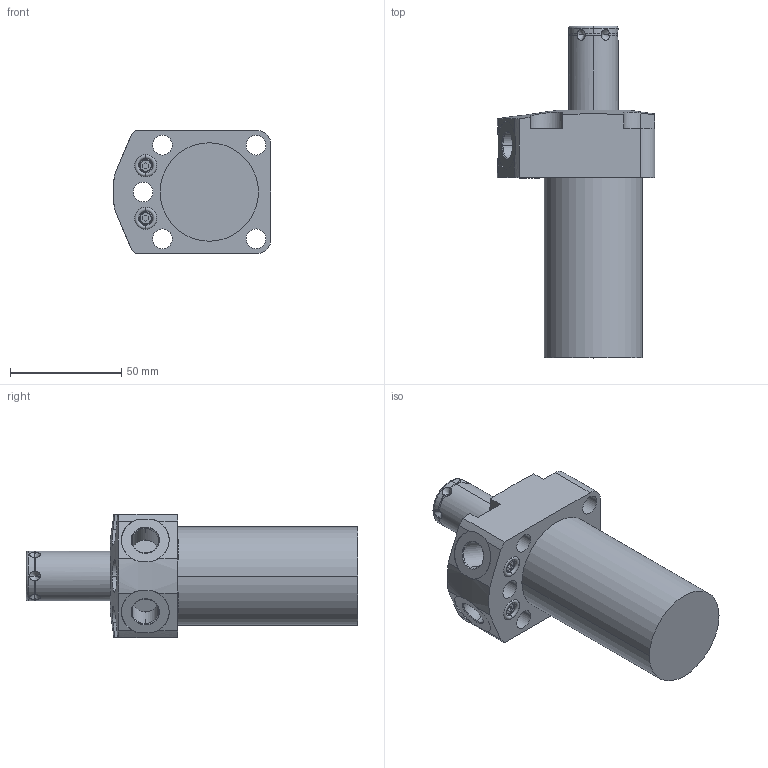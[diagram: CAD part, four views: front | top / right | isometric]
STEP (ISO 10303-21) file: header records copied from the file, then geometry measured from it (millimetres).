
FILE_DESCRIPTION((''),'2;1');
FILE_NAME('ILCM41461122','2013-04-01T',('jdw'),(''),'PRO/ENGINEER BY PARAMETRIC TECHNOLOGY CORPORATION, 2007460','PRO/ENGINEER BY PARAMETRIC TECHNOLOGY CORPORATION, 2007460','');
FILE_SCHEMA(('AUTOMOTIVE_DESIGN_CC2 { 1 2 10303 214 -1 1 5 2 }'));
Length unit declared in the file: millimetre
Products named in the file (1): ILCM41461122
Bounding box: 70.87 x 149.01 x 55.37 mm (x, y, z)
Volume: 228797.6 mm3; surface area: 33653.5 mm2
Topology: 1 solids, 2 shells, 160 faces, 425 edges, 271 vertices
Faces by surface type: plane 65, cylinder 61, cone 28, torus 6
Entity records: 6786 total; most frequent: CARTESIAN_POINT 1389, ORIENTED_EDGE 818, DIRECTION 796, PRESENTATION_STYLE_ASSIGNMENT 424, STYLED_ITEM 413, CURVE_STYLE 411, EDGE_CURVE 411, AXIS2_PLACEMENT_3D 318
